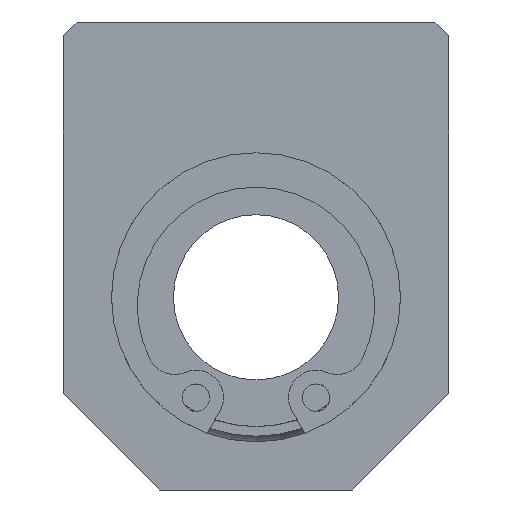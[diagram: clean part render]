
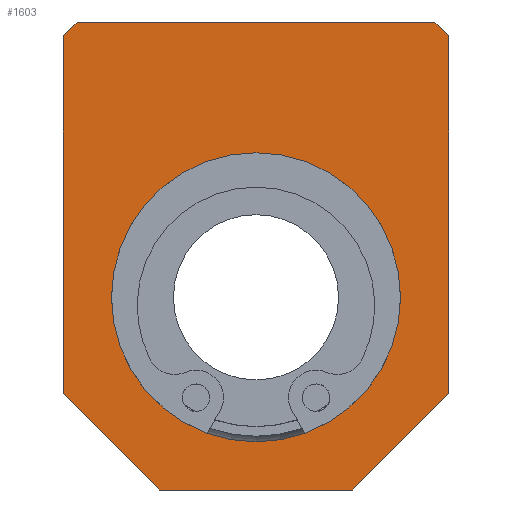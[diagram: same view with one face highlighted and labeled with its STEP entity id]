
A CAD part, left-side view. The second image highlights one B-rep face of the part: STEP entity #1603.
In plain terms, the highlighted planar face has unit normal (-1, 0, 0).
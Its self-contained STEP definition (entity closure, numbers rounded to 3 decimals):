
#1505=CARTESIAN_POINT('',(0.0,-13.,20.));
#1506=VERTEX_POINT('',#1505);
#1513=CARTESIAN_POINT('',(0.0,-14.,19.));
#1514=VERTEX_POINT('',#1513);
#1515=CARTESIAN_POINT('',(0.0,-13.,20.));
#1516=DIRECTION('',(0.0,-0.707,-0.707));
#1517=VECTOR('',#1516,1.414);
#1518=LINE('',#1515,#1517);
#1519=EDGE_CURVE('',#1506,#1514,#1518,.T.);
#1530=CARTESIAN_POINT('',(0.0,0.,3.));
#1531=DIRECTION('',(1.0,0.0,0.0));
#1532=DIRECTION('',(0.0,0.0,-1.0));
#1533=AXIS2_PLACEMENT_3D('',#1530,#1531,#1532);
#1534=PLANE('',#1533);
#1535=ORIENTED_EDGE('',*,*,#1519,.F.);
#1536=CARTESIAN_POINT('',(0.0,13.,20.));
#1537=VERTEX_POINT('',#1536);
#1538=CARTESIAN_POINT('',(0.0,-13.,20.));
#1539=DIRECTION('',(0.0,1.0,0.0));
#1540=VECTOR('',#1539,26.);
#1541=LINE('',#1538,#1540);
#1542=EDGE_CURVE('',#1506,#1537,#1541,.T.);
#1543=ORIENTED_EDGE('',*,*,#1542,.T.);
#1544=CARTESIAN_POINT('',(0.0,14.,19.));
#1545=VERTEX_POINT('',#1544);
#1546=CARTESIAN_POINT('',(0.0,14.,19.));
#1547=DIRECTION('',(0.0,-0.707,0.707));
#1548=VECTOR('',#1547,1.414);
#1549=LINE('',#1546,#1548);
#1550=EDGE_CURVE('',#1545,#1537,#1549,.T.);
#1551=ORIENTED_EDGE('',*,*,#1550,.F.);
#1552=CARTESIAN_POINT('',(0.0,14.,-7.));
#1553=VERTEX_POINT('',#1552);
#1554=CARTESIAN_POINT('',(0.0,14.,19.));
#1555=DIRECTION('',(0.0,0.0,-1.0));
#1556=VECTOR('',#1555,26.0);
#1557=LINE('',#1554,#1556);
#1558=EDGE_CURVE('',#1545,#1553,#1557,.T.);
#1559=ORIENTED_EDGE('',*,*,#1558,.T.);
#1560=CARTESIAN_POINT('',(0.0,7.,-14.));
#1561=VERTEX_POINT('',#1560);
#1562=CARTESIAN_POINT('',(0.0,7.,-14.));
#1563=DIRECTION('',(0.0,0.707,0.707));
#1564=VECTOR('',#1563,9.899);
#1565=LINE('',#1562,#1564);
#1566=EDGE_CURVE('',#1561,#1553,#1565,.T.);
#1567=ORIENTED_EDGE('',*,*,#1566,.F.);
#1568=CARTESIAN_POINT('',(0.0,-7.,-14.));
#1569=VERTEX_POINT('',#1568);
#1570=CARTESIAN_POINT('',(0.0,7.,-14.));
#1571=DIRECTION('',(0.0,-1.0,0.0));
#1572=VECTOR('',#1571,14.);
#1573=LINE('',#1570,#1572);
#1574=EDGE_CURVE('',#1561,#1569,#1573,.T.);
#1575=ORIENTED_EDGE('',*,*,#1574,.T.);
#1576=CARTESIAN_POINT('',(0.0,-14.,-7.));
#1577=VERTEX_POINT('',#1576);
#1578=CARTESIAN_POINT('',(0.0,-14.,-7.));
#1579=DIRECTION('',(0.0,0.707,-0.707));
#1580=VECTOR('',#1579,9.899);
#1581=LINE('',#1578,#1580);
#1582=EDGE_CURVE('',#1577,#1569,#1581,.T.);
#1583=ORIENTED_EDGE('',*,*,#1582,.F.);
#1584=CARTESIAN_POINT('',(0.0,-14.,-7.));
#1585=DIRECTION('',(0.0,0.0,1.0));
#1586=VECTOR('',#1585,26.0);
#1587=LINE('',#1584,#1586);
#1588=EDGE_CURVE('',#1577,#1514,#1587,.T.);
#1589=ORIENTED_EDGE('',*,*,#1588,.T.);
#1590=EDGE_LOOP('',(#1535,#1543,#1551,#1559,#1567,#1575,#1583,#1589));
#1591=FACE_OUTER_BOUND('',#1590,.T.);
#1592=CARTESIAN_POINT('',(0.0,10.5,0.));
#1593=VERTEX_POINT('',#1592);
#1594=CARTESIAN_POINT('',(0.0,0.0,0.0));
#1595=DIRECTION('',(1.0,0.0,0.0));
#1596=DIRECTION('',(0.0,-1.0,0.0));
#1597=AXIS2_PLACEMENT_3D('',#1594,#1595,#1596);
#1598=CIRCLE('',#1597,10.5);
#1599=EDGE_CURVE('',#1593,#1593,#1598,.T.);
#1600=ORIENTED_EDGE('',*,*,#1599,.T.);
#1601=EDGE_LOOP('',(#1600));
#1602=FACE_BOUND('',#1601,.T.);
#1603=ADVANCED_FACE('',(#1591,#1602),#1534,.F.);
